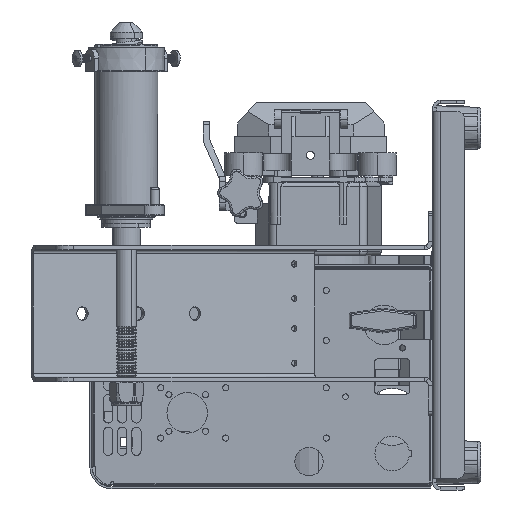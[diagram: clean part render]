
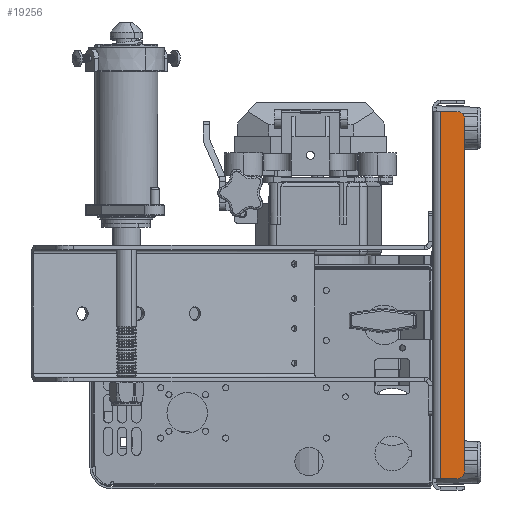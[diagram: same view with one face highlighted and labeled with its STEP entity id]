
A CAD part, left-side view. The second image highlights one B-rep face of the part: STEP entity #19256.
In plain terms, the highlighted planar face has unit normal (-1, 0, 0).
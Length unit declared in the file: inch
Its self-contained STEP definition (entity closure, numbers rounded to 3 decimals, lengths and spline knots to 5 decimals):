
#2620 = LINE ( 'NONE', #25157, #49865 ) ;
#4296 = ORIENTED_EDGE ( 'NONE', *, *, #4664, .F. ) ;
#4664 = EDGE_CURVE ( 'NONE', #40474, #12951, #2620, .T. ) ;
#4975 = DIRECTION ( 'NONE',  ( -1., 0., 0. ) ) ;
#6063 = CIRCLE ( 'NONE', #99267, 0.25 ) ;
#10801 = AXIS2_PLACEMENT_3D ( 'NONE', #99105, #4975, #70948 ) ;
#12951 = VERTEX_POINT ( 'NONE', #38160 ) ;
#13501 = DIRECTION ( 'NONE',  ( -1., 0., 0. ) ) ;
#17581 = VECTOR ( 'NONE', #54442, 39.37008 ) ;
#18738 = AXIS2_PLACEMENT_3D ( 'NONE', #25566, #91561, #35019 ) ;
#19256 = ADVANCED_FACE ( 'NONE', ( #32080 ), #118079, .T. ) ;
#25157 = CARTESIAN_POINT ( 'NONE',  ( -12.34378, -0.99128, 7.375 ) ) ;
#25566 = CARTESIAN_POINT ( 'NONE',  ( -12.34378, -0.74128, -4.844 ) ) ;
#26425 = VERTEX_POINT ( 'NONE', #58125 ) ;
#32080 = FACE_OUTER_BOUND ( 'NONE', #102781, .T. ) ;
#34613 = DIRECTION ( 'NONE',  ( 0., 0., -1. ) ) ;
#35019 = DIRECTION ( 'NONE',  ( 0., 0., 1. ) ) ;
#38160 = CARTESIAN_POINT ( 'NONE',  ( -12.34378, -0.99128, -4.844 ) ) ;
#39399 = ORIENTED_EDGE ( 'NONE', *, *, #118740, .T. ) ;
#39565 = ORIENTED_EDGE ( 'NONE', *, *, #57451, .F. ) ;
#39620 = CARTESIAN_POINT ( 'NONE',  ( -12.34378, -0.99128, -5.094 ) ) ;
#40474 = VERTEX_POINT ( 'NONE', #81336 ) ;
#40859 = VERTEX_POINT ( 'NONE', #58188 ) ;
#47562 = ORIENTED_EDGE ( 'NONE', *, *, #107991, .F. ) ;
#47567 = DIRECTION ( 'NONE',  ( 0., -1., 0. ) ) ;
#49865 = VECTOR ( 'NONE', #34613, 39.37008 ) ;
#51519 = VERTEX_POINT ( 'NONE', #61517 ) ;
#54122 = CARTESIAN_POINT ( 'NONE',  ( -12.34378, -0.74128, -5.094 ) ) ;
#54442 = DIRECTION ( 'NONE',  ( 0., 0., -1. ) ) ;
#57026 = CARTESIAN_POINT ( 'NONE',  ( -12.34378, -0.99128, 6.219 ) ) ;
#57451 = EDGE_CURVE ( 'NONE', #51519, #26425, #111148, .T. ) ;
#58125 = CARTESIAN_POINT ( 'NONE',  ( -12.34378, -0.74128, 6.219 ) ) ;
#58188 = CARTESIAN_POINT ( 'NONE',  ( -12.34378, -0.2246, -5.094 ) ) ;
#58302 = EDGE_CURVE ( 'NONE', #40474, #26425, #6063, .T. ) ;
#61517 = CARTESIAN_POINT ( 'NONE',  ( -12.34378, -0.2246, 6.219 ) ) ;
#69996 = CARTESIAN_POINT ( 'NONE',  ( -12.34378, -0.74128, 5.969 ) ) ;
#70948 = DIRECTION ( 'NONE',  ( 0., 0., 1. ) ) ;
#73617 = LINE ( 'NONE', #82455, #17581 ) ;
#79452 = DIRECTION ( 'NONE',  ( 0., 0., 1. ) ) ;
#80384 = ORIENTED_EDGE ( 'NONE', *, *, #58302, .T. ) ;
#81336 = CARTESIAN_POINT ( 'NONE',  ( -12.34378, -0.99128, 5.969 ) ) ;
#82455 = CARTESIAN_POINT ( 'NONE',  ( -12.34378, -0.2246, 7.375 ) ) ;
#85902 = LINE ( 'NONE', #39620, #108131 ) ;
#85953 = VECTOR ( 'NONE', #47567, 39.37008 ) ;
#87838 = ORIENTED_EDGE ( 'NONE', *, *, #97074, .T. ) ;
#91561 = DIRECTION ( 'NONE',  ( -1., 0., 0. ) ) ;
#97074 = EDGE_CURVE ( 'NONE', #51519, #40859, #73617, .T. ) ;
#99105 = CARTESIAN_POINT ( 'NONE',  ( -12.34378, -0.99128, 7.375 ) ) ;
#99267 = AXIS2_PLACEMENT_3D ( 'NONE', #69996, #13501, #79452 ) ;
#102781 = EDGE_LOOP ( 'NONE', ( #39565, #87838, #47562, #39399, #4296, #80384 ) ) ;
#107991 = EDGE_CURVE ( 'NONE', #118136, #40859, #85902, .T. ) ;
#108131 = VECTOR ( 'NONE', #115155, 39.37008 ) ;
#110785 = CIRCLE ( 'NONE', #18738, 0.25 ) ;
#111148 = LINE ( 'NONE', #57026, #85953 ) ;
#115155 = DIRECTION ( 'NONE',  ( 0., 1., 0. ) ) ;
#118079 = PLANE ( 'NONE',  #10801 ) ;
#118136 = VERTEX_POINT ( 'NONE', #54122 ) ;
#118740 = EDGE_CURVE ( 'NONE', #118136, #12951, #110785, .T. ) ;
